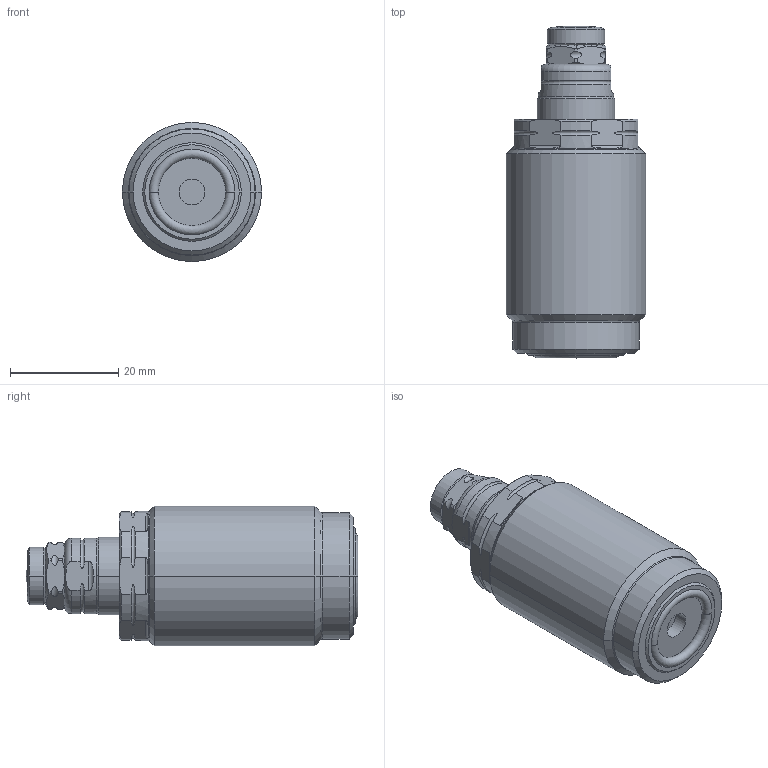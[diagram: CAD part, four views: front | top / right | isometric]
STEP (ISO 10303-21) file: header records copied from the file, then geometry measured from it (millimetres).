
FILE_DESCRIPTION((''),'2;1');
FILE_NAME('ILCMV41070610PS','2020-03-20T',('Mjust'),(''),'PRO/ENGINEER BY PARAMETRIC TECHNOLOGY CORPORATION, 2017170','PRO/ENGINEER BY PARAMETRIC TECHNOLOGY CORPORATION, 2017170','');
FILE_SCHEMA(('AUTOMOTIVE_DESIGN { 1 0 10303 214 1 1 1 1 }'));
Length unit declared in the file: millimetre
Products named in the file (1): ILCMV41070610PS
Bounding box: 25.76 x 61.42 x 25.76 mm (x, y, z)
Volume: 23452 mm3; surface area: 5320.8 mm2
Topology: 1 solids, 1 shells, 139 faces, 348 edges, 217 vertices
Faces by surface type: cylinder 52, cone 30, plane 29, torus 26, sphere 2
Entity records: 6387 total; most frequent: CARTESIAN_POINT 2001, DIRECTION 696, ORIENTED_EDGE 692, PRESENTATION_STYLE_ASSIGNMENT 347, STYLED_ITEM 347, CURVE_STYLE 346, EDGE_CURVE 346, AXIS2_PLACEMENT_3D 289
